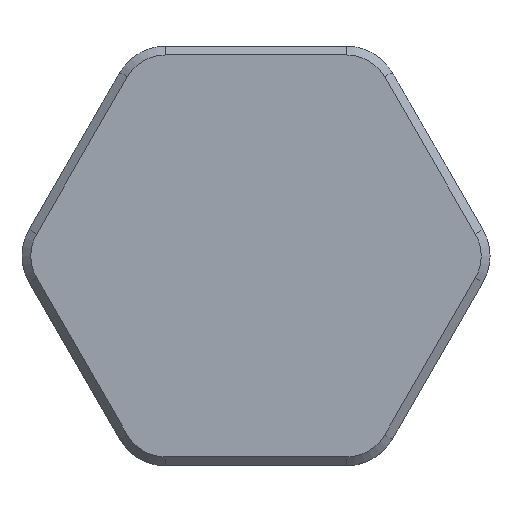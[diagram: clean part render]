
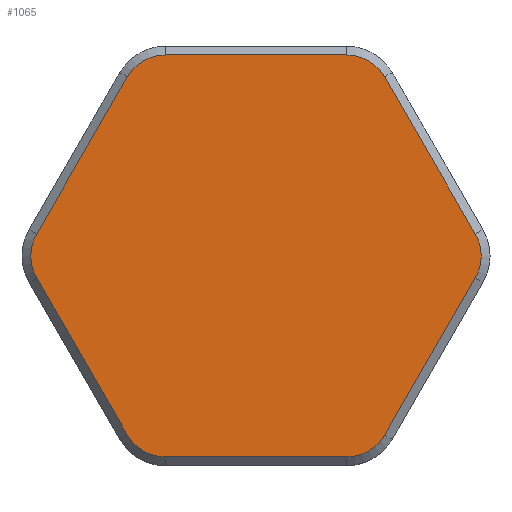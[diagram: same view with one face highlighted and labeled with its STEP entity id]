
A CAD part, top view. The second image highlights one B-rep face of the part: STEP entity #1065.
In plain terms, the highlighted planar face has unit normal (0, 0, 1).
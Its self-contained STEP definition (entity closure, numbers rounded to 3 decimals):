
#77=PLANE('',#1178);
#128=FACE_OUTER_BOUND('',#191,.T.);
#191=EDGE_LOOP('',(#866,#867,#868,#869,#870,#871,#872,#873,#874,#875,#876,
#877));
#231=CIRCLE('',#1147,6.25);
#233=CIRCLE('',#1151,6.25);
#235=CIRCLE('',#1155,6.25);
#237=CIRCLE('',#1159,6.25);
#239=CIRCLE('',#1163,6.25);
#241=CIRCLE('',#1167,6.25);
#284=LINE('',#1683,#386);
#288=LINE('',#1695,#390);
#292=LINE('',#1707,#394);
#296=LINE('',#1719,#398);
#300=LINE('',#1731,#402);
#304=LINE('',#1742,#406);
#386=VECTOR('',#1348,10.);
#390=VECTOR('',#1360,10.);
#394=VECTOR('',#1372,10.);
#398=VECTOR('',#1384,10.);
#402=VECTOR('',#1396,10.);
#406=VECTOR('',#1408,10.);
#489=VERTEX_POINT('',#1673);
#492=VERTEX_POINT('',#1678);
#493=VERTEX_POINT('',#1682);
#495=VERTEX_POINT('',#1688);
#497=VERTEX_POINT('',#1694);
#499=VERTEX_POINT('',#1700);
#501=VERTEX_POINT('',#1706);
#503=VERTEX_POINT('',#1712);
#505=VERTEX_POINT('',#1718);
#507=VERTEX_POINT('',#1724);
#509=VERTEX_POINT('',#1730);
#511=VERTEX_POINT('',#1736);
#606=EDGE_CURVE('',#492,#489,#231,.T.);
#607=EDGE_CURVE('',#489,#493,#284,.T.);
#612=EDGE_CURVE('',#493,#495,#233,.T.);
#613=EDGE_CURVE('',#495,#497,#288,.T.);
#618=EDGE_CURVE('',#497,#499,#235,.T.);
#619=EDGE_CURVE('',#499,#501,#292,.T.);
#624=EDGE_CURVE('',#501,#503,#237,.T.);
#625=EDGE_CURVE('',#503,#505,#296,.T.);
#630=EDGE_CURVE('',#505,#507,#239,.T.);
#631=EDGE_CURVE('',#507,#509,#300,.T.);
#636=EDGE_CURVE('',#509,#511,#241,.T.);
#637=EDGE_CURVE('',#511,#492,#304,.T.);
#866=ORIENTED_EDGE('',*,*,#606,.F.);
#867=ORIENTED_EDGE('',*,*,#637,.F.);
#868=ORIENTED_EDGE('',*,*,#636,.F.);
#869=ORIENTED_EDGE('',*,*,#631,.F.);
#870=ORIENTED_EDGE('',*,*,#630,.F.);
#871=ORIENTED_EDGE('',*,*,#625,.F.);
#872=ORIENTED_EDGE('',*,*,#624,.F.);
#873=ORIENTED_EDGE('',*,*,#619,.F.);
#874=ORIENTED_EDGE('',*,*,#618,.F.);
#875=ORIENTED_EDGE('',*,*,#613,.F.);
#876=ORIENTED_EDGE('',*,*,#612,.F.);
#877=ORIENTED_EDGE('',*,*,#607,.F.);
#1065=ADVANCED_FACE('',(#128),#77,.T.);
#1147=AXIS2_PLACEMENT_3D('',#1680,#1344,#1345);
#1151=AXIS2_PLACEMENT_3D('',#1692,#1356,#1357);
#1155=AXIS2_PLACEMENT_3D('',#1704,#1368,#1369);
#1159=AXIS2_PLACEMENT_3D('',#1716,#1380,#1381);
#1163=AXIS2_PLACEMENT_3D('',#1728,#1392,#1393);
#1167=AXIS2_PLACEMENT_3D('',#1740,#1404,#1405);
#1178=AXIS2_PLACEMENT_3D('',#1770,#1438,#1439);
#1344=DIRECTION('center_axis',(0.,0.,-1.));
#1345=DIRECTION('ref_axis',(0.5,0.866,0.));
#1348=DIRECTION('',(0.5,-0.866,0.));
#1356=DIRECTION('center_axis',(0.,0.,-1.));
#1357=DIRECTION('ref_axis',(1.,0.,0.));
#1360=DIRECTION('',(-0.5,-0.866,0.));
#1368=DIRECTION('center_axis',(0.,0.,-1.));
#1369=DIRECTION('ref_axis',(0.5,-0.866,0.));
#1372=DIRECTION('',(-1.,0.,0.));
#1380=DIRECTION('center_axis',(0.,0.,-1.));
#1381=DIRECTION('ref_axis',(-0.5,-0.866,0.));
#1384=DIRECTION('',(-0.5,0.866,0.));
#1392=DIRECTION('center_axis',(0.,0.,-1.));
#1393=DIRECTION('ref_axis',(-1.,0.,0.));
#1396=DIRECTION('',(0.5,0.866,0.));
#1404=DIRECTION('center_axis',(0.,0.,-1.));
#1405=DIRECTION('ref_axis',(-0.5,0.866,0.));
#1408=DIRECTION('',(1.,0.,0.));
#1438=DIRECTION('center_axis',(0.,0.,1.));
#1439=DIRECTION('ref_axis',(1.,0.,0.));
#1673=CARTESIAN_POINT('',(18.403,25.625,384.533));
#1678=CARTESIAN_POINT('',(12.99,28.75,384.533));
#1680=CARTESIAN_POINT('Origin',(12.99,22.5,384.533));
#1682=CARTESIAN_POINT('',(31.393,3.125,384.533));
#1683=CARTESIAN_POINT('',(29.228,6.875,384.533));
#1688=CARTESIAN_POINT('',(31.393,-3.125,384.533));
#1692=CARTESIAN_POINT('Origin',(25.981,0.,
384.533));
#1694=CARTESIAN_POINT('',(18.403,-25.625,384.533));
#1695=CARTESIAN_POINT('',(20.568,-21.875,384.533));
#1700=CARTESIAN_POINT('',(12.99,-28.75,384.533));
#1704=CARTESIAN_POINT('Origin',(12.99,-22.5,384.533));
#1706=CARTESIAN_POINT('',(-12.99,-28.75,384.533));
#1707=CARTESIAN_POINT('',(-8.66,-28.75,384.533));
#1712=CARTESIAN_POINT('',(-18.403,-25.625,384.533));
#1716=CARTESIAN_POINT('Origin',(-12.99,-22.5,384.533));
#1718=CARTESIAN_POINT('',(-31.393,-3.125,384.533));
#1719=CARTESIAN_POINT('',(-29.228,-6.875,384.533));
#1724=CARTESIAN_POINT('',(-31.393,3.125,384.533));
#1728=CARTESIAN_POINT('Origin',(-25.981,0.,
384.533));
#1730=CARTESIAN_POINT('',(-18.403,25.625,384.533));
#1731=CARTESIAN_POINT('',(-20.568,21.875,384.533));
#1736=CARTESIAN_POINT('',(-12.99,28.75,384.533));
#1740=CARTESIAN_POINT('Origin',(-12.99,22.5,384.533));
#1742=CARTESIAN_POINT('',(8.66,28.75,384.533));
#1770=CARTESIAN_POINT('Origin',(0.,0.,384.533));
